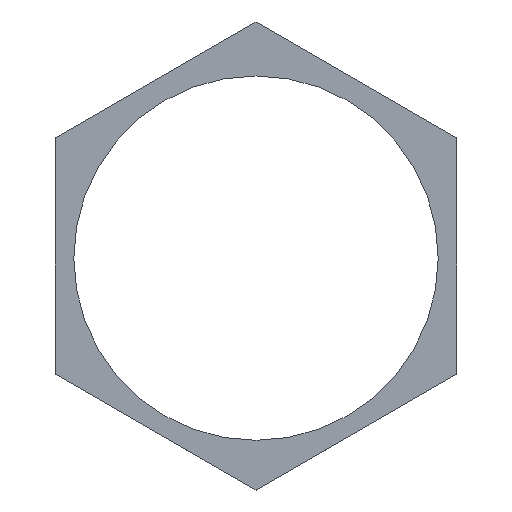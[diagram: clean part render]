
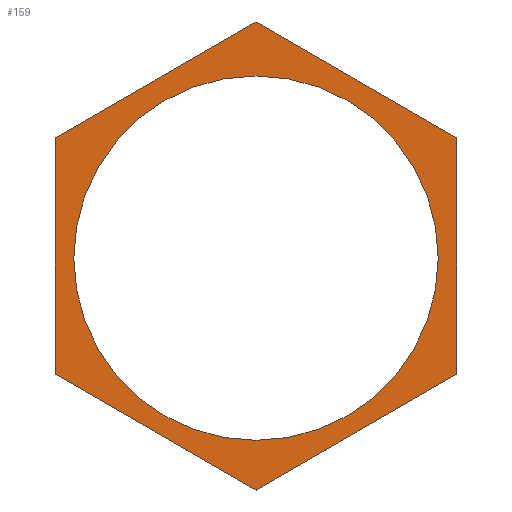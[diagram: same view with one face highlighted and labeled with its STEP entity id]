
A CAD part, top view. The second image highlights one B-rep face of the part: STEP entity #159.
In plain terms, the highlighted planar face has unit normal (0, 0, 1).
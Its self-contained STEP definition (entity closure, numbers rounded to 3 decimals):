
#2 = DIRECTION ( 'NONE',  ( 0.866, -0.5, 0. ) ) ;
#5 = CARTESIAN_POINT ( 'NONE',  ( 54., -31.177, 1.5 ) ) ;
#7 = EDGE_CURVE ( 'NONE', #346, #295, #254, .T. ) ;
#8 = CIRCLE ( 'NONE', #53, 49. ) ;
#14 = EDGE_CURVE ( 'NONE', #352, #145, #8, .T. ) ;
#18 = FACE_OUTER_BOUND ( 'NONE', #335, .T. ) ;
#28 = ORIENTED_EDGE ( 'NONE', *, *, #14, .F. ) ;
#34 = DIRECTION ( 'NONE',  ( 0.866, 0.5, 0. ) ) ;
#36 = DIRECTION ( 'NONE',  ( 0., -1., 0. ) ) ;
#45 = CARTESIAN_POINT ( 'NONE',  ( 49., 0., 1.5 ) ) ;
#52 = ORIENTED_EDGE ( 'NONE', *, *, #191, .F. ) ;
#53 = AXIS2_PLACEMENT_3D ( 'NONE', #205, #236, #290 ) ;
#58 = CARTESIAN_POINT ( 'NONE',  ( -54., -31.177, 1.5 ) ) ;
#60 = CARTESIAN_POINT ( 'NONE',  ( 0., -62.354, 1.5 ) ) ;
#64 = LINE ( 'NONE', #58, #193 ) ;
#65 = CARTESIAN_POINT ( 'NONE',  ( -54., 32.332, 1.5 ) ) ;
#67 = AXIS2_PLACEMENT_3D ( 'NONE', #110, #368, #113 ) ;
#110 = CARTESIAN_POINT ( 'NONE',  ( 0., 0., 1.5 ) ) ;
#113 = DIRECTION ( 'NONE',  ( 1., 0., 0. ) ) ;
#115 = VERTEX_POINT ( 'NONE', #296 ) ;
#118 = VECTOR ( 'NONE', #300, 1000. ) ;
#133 = EDGE_CURVE ( 'NONE', #286, #339, #224, .T. ) ;
#140 = PLANE ( 'NONE',  #67 ) ;
#145 = VERTEX_POINT ( 'NONE', #45 ) ;
#146 = VERTEX_POINT ( 'NONE', #166 ) ;
#150 = CARTESIAN_POINT ( 'NONE',  ( 54., 32.332, 1.5 ) ) ;
#154 = CARTESIAN_POINT ( 'NONE',  ( -54., 32.332, 1.5 ) ) ;
#157 = CIRCLE ( 'NONE', #204, 49. ) ;
#158 = ORIENTED_EDGE ( 'NONE', *, *, #7, .T. ) ;
#159 = ADVANCED_FACE ( 'NONE', ( #18, #372 ), #140, .T. ) ;
#166 = CARTESIAN_POINT ( 'NONE',  ( -54., -31.177, 1.5 ) ) ;
#178 = VECTOR ( 'NONE', #36, 1000. ) ;
#182 = VECTOR ( 'NONE', #345, 1000. ) ;
#189 = CARTESIAN_POINT ( 'NONE',  ( 54., 32.332, 1.5 ) ) ;
#190 = CARTESIAN_POINT ( 'NONE',  ( -49., 0., 1.5 ) ) ;
#191 = EDGE_CURVE ( 'NONE', #145, #352, #157, .T. ) ;
#192 = ORIENTED_EDGE ( 'NONE', *, *, #336, .T. ) ;
#193 = VECTOR ( 'NONE', #2, 1000. ) ;
#194 = ORIENTED_EDGE ( 'NONE', *, *, #293, .T. ) ;
#195 = CARTESIAN_POINT ( 'NONE',  ( 0., 63.509, 1.5 ) ) ;
#204 = AXIS2_PLACEMENT_3D ( 'NONE', #239, #244, #274 ) ;
#205 = CARTESIAN_POINT ( 'NONE',  ( 0., 0., 1.5 ) ) ;
#209 = LINE ( 'NONE', #60, #297 ) ;
#215 = CARTESIAN_POINT ( 'NONE',  ( 0., 63.509, 1.5 ) ) ;
#220 = ORIENTED_EDGE ( 'NONE', *, *, #133, .T. ) ;
#224 = LINE ( 'NONE', #195, #251 ) ;
#230 = CARTESIAN_POINT ( 'NONE',  ( 54., -31.177, 1.5 ) ) ;
#236 = DIRECTION ( 'NONE',  ( 0., 0., 1. ) ) ;
#239 = CARTESIAN_POINT ( 'NONE',  ( 0., 0., 1.5 ) ) ;
#241 = ORIENTED_EDGE ( 'NONE', *, *, #247, .T. ) ;
#244 = DIRECTION ( 'NONE',  ( 0., 0., 1. ) ) ;
#247 = EDGE_CURVE ( 'NONE', #295, #286, #301, .T. ) ;
#251 = VECTOR ( 'NONE', #309, 1000. ) ;
#254 = LINE ( 'NONE', #230, #182 ) ;
#256 = ORIENTED_EDGE ( 'NONE', *, *, #271, .T. ) ;
#271 = EDGE_CURVE ( 'NONE', #146, #115, #64, .T. ) ;
#274 = DIRECTION ( 'NONE',  ( 1., 0., 0. ) ) ;
#286 = VERTEX_POINT ( 'NONE', #215 ) ;
#290 = DIRECTION ( 'NONE',  ( 1., 0., 0. ) ) ;
#293 = EDGE_CURVE ( 'NONE', #339, #146, #330, .T. ) ;
#295 = VERTEX_POINT ( 'NONE', #189 ) ;
#296 = CARTESIAN_POINT ( 'NONE',  ( 0., -62.354, 1.5 ) ) ;
#297 = VECTOR ( 'NONE', #34, 1000. ) ;
#300 = DIRECTION ( 'NONE',  ( -0.866, 0.5, 0. ) ) ;
#301 = LINE ( 'NONE', #150, #118 ) ;
#309 = DIRECTION ( 'NONE',  ( -0.866, -0.5, 0. ) ) ;
#318 = EDGE_LOOP ( 'NONE', ( #28, #52 ) ) ;
#330 = LINE ( 'NONE', #65, #178 ) ;
#335 = EDGE_LOOP ( 'NONE', ( #158, #241, #220, #194, #256, #192 ) ) ;
#336 = EDGE_CURVE ( 'NONE', #115, #346, #209, .T. ) ;
#339 = VERTEX_POINT ( 'NONE', #154 ) ;
#345 = DIRECTION ( 'NONE',  ( 0., 1., 0. ) ) ;
#346 = VERTEX_POINT ( 'NONE', #5 ) ;
#352 = VERTEX_POINT ( 'NONE', #190 ) ;
#368 = DIRECTION ( 'NONE',  ( 0., 0., 1. ) ) ;
#372 = FACE_BOUND ( 'NONE', #318, .T. ) ;
